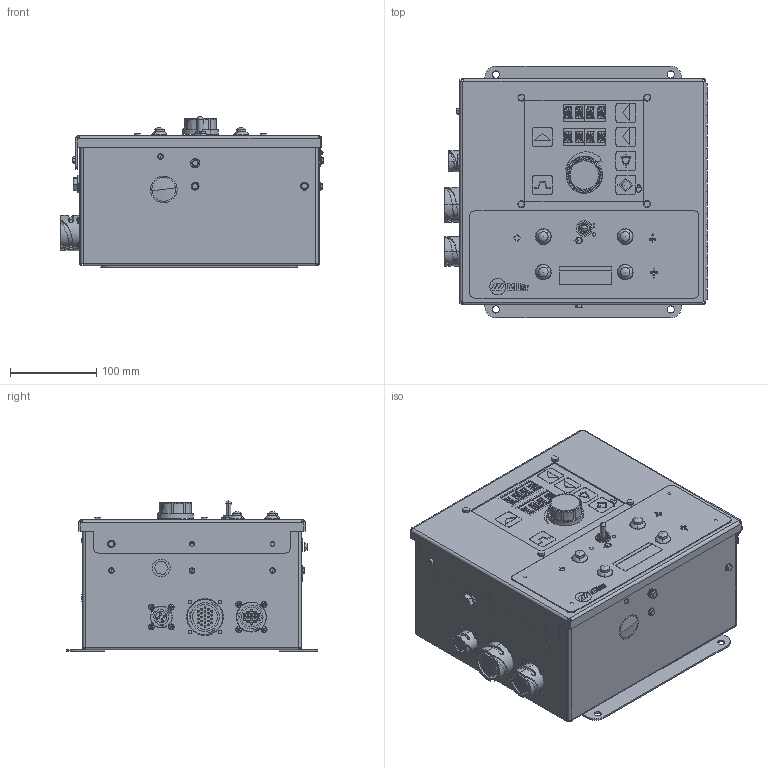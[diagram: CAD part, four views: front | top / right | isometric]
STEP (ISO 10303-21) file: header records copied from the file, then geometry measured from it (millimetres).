
FILE_DESCRIPTION (( 'STEP AP214' ), '1' );
FILE_NAME ('300936.STEP', '2015-06-05T19:38:05', ( 'ITS' ), ( 'ITW Welding Group' ), 'SwSTEP 2.0', 'SolidWorks 2015', '' );
FILE_SCHEMA (( 'AUTOMOTIVE_DESIGN' ));
Length unit declared in the file: inch
Products named in the file (1): 300936
Bounding box: 305.52 x 292.1 x 175.42 mm (x, y, z)
Surface area: 503733.2 mm2 (no closed solid volume)
Topology: 0 solids, 127 shells, 1392 faces, 6566 edges, 5139 vertices
Faces by surface type: plane 754, cylinder 431, bspline 79, cone 71, torus 34, sphere 23
Entity records: 90586 total; most frequent: CARTESIAN_POINT 19998, DIRECTION 11304, ORIENTED_EDGE 9031, EDGE_CURVE 6541, VERTEX_POINT 5129, AXIS2_PLACEMENT_3D 3897, LINE 3510, VECTOR 3510
